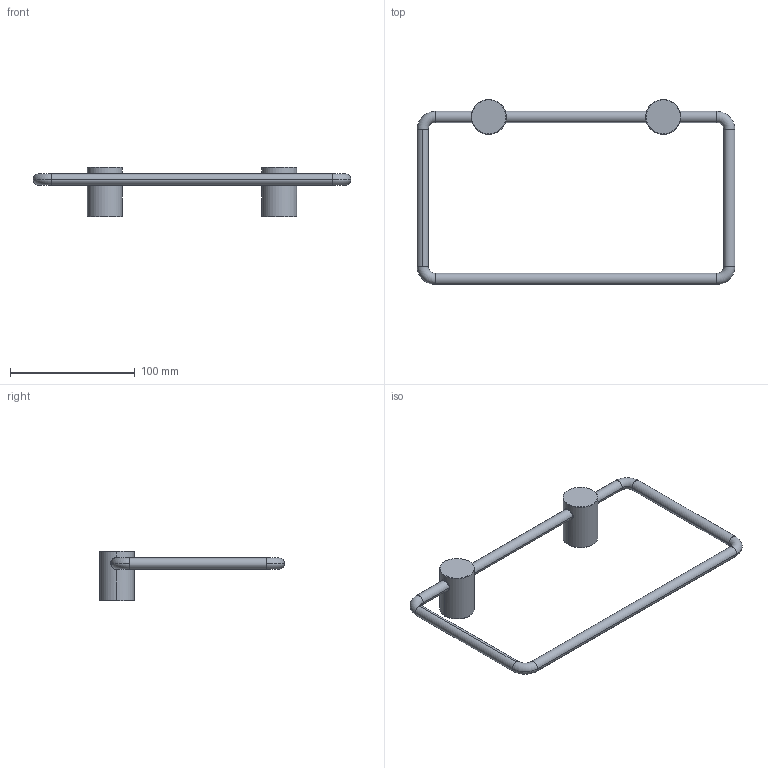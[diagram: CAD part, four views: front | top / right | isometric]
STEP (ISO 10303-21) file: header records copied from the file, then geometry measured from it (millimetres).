
FILE_DESCRIPTION (( 'STEP AP214' ), '1' );
FILE_NAME ('A35.0004.STEP', '2022-11-24T09:55:37', ( 'Solid' ), ( '' ), 'SwSTEP 2.0', 'SolidWorks 2019', '' );
FILE_SCHEMA (( 'AUTOMOTIVE_DESIGN' ));
Length unit declared in the file: millimetre
Products named in the file (1): A35.0004
Bounding box: 255 x 148.5 x 40 mm (x, y, z)
Volume: 95842.1 mm3; surface area: 33312.6 mm2
Topology: 5 solids, 5 shells, 54 faces, 126 edges, 76 vertices
Faces by surface type: cylinder 26, torus 16, bspline 8, plane 4
Entity records: 3244 total; most frequent: CARTESIAN_POINT 1993, ORIENTED_EDGE 252, DIRECTION 240, EDGE_CURVE 126, AXIS2_PLACEMENT_3D 107, VERTEX_POINT 76, CIRCLE 60, FACE_OUTER_BOUND 54
